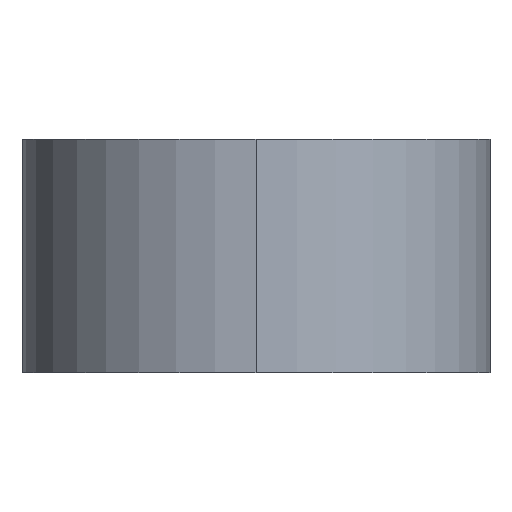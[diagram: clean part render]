
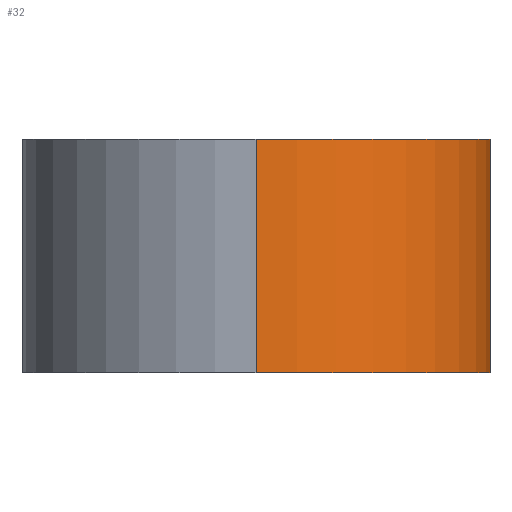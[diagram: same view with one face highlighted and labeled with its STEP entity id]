
A CAD part, left-side view. The second image highlights one B-rep face of the part: STEP entity #32.
In plain terms, the highlighted cylindrical face has radius 5 mm (diameter 10 mm), a partial arc.
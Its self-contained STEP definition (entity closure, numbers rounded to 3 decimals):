
#6 = CYLINDRICAL_SURFACE ( 'NONE', #250, 5. ) ;
#23 = DIRECTION ( 'NONE',  ( 0., 0., 1. ) ) ;
#32 = ADVANCED_FACE ( 'NONE', ( #99 ), #6, .T. ) ;
#33 = CIRCLE ( 'NONE', #349, 5. ) ;
#42 = EDGE_LOOP ( 'NONE', ( #336, #78, #106, #251 ) ) ;
#47 = VECTOR ( 'NONE', #290, 1000. ) ;
#62 = EDGE_CURVE ( 'NONE', #307, #274, #189, .T. ) ;
#71 = CARTESIAN_POINT ( 'NONE',  ( -20., 2.5, 5. ) ) ;
#77 = VERTEX_POINT ( 'NONE', #294 ) ;
#78 = ORIENTED_EDGE ( 'NONE', *, *, #62, .T. ) ;
#99 = FACE_OUTER_BOUND ( 'NONE', #42, .T. ) ;
#100 = CIRCLE ( 'NONE', #143, 5. ) ;
#106 = ORIENTED_EDGE ( 'NONE', *, *, #345, .T. ) ;
#116 = DIRECTION ( 'NONE',  ( -1., 0., 0. ) ) ;
#138 = CARTESIAN_POINT ( 'NONE',  ( -25., 2.5, 5. ) ) ;
#143 = AXIS2_PLACEMENT_3D ( 'NONE', #167, #23, #252 ) ;
#167 = CARTESIAN_POINT ( 'NONE',  ( -20., 2.5, 5. ) ) ;
#187 = VERTEX_POINT ( 'NONE', #261 ) ;
#189 = LINE ( 'NONE', #241, #257 ) ;
#224 = CARTESIAN_POINT ( 'NONE',  ( -20., 2.5, 0. ) ) ;
#227 = EDGE_CURVE ( 'NONE', #187, #77, #323, .T. ) ;
#236 = DIRECTION ( 'NONE',  ( 0., 0., -1. ) ) ;
#241 = CARTESIAN_POINT ( 'NONE',  ( -25., 2.5, 5. ) ) ;
#250 = AXIS2_PLACEMENT_3D ( 'NONE', #71, #356, #360 ) ;
#251 = ORIENTED_EDGE ( 'NONE', *, *, #227, .F. ) ;
#252 = DIRECTION ( 'NONE',  ( -1., 0., 0. ) ) ;
#257 = VECTOR ( 'NONE', #236, 1000. ) ;
#260 = CARTESIAN_POINT ( 'NONE',  ( -15.67, 0., 5. ) ) ;
#261 = CARTESIAN_POINT ( 'NONE',  ( -15.67, 0., 5. ) ) ;
#274 = VERTEX_POINT ( 'NONE', #325 ) ;
#290 = DIRECTION ( 'NONE',  ( 0., 0., -1. ) ) ;
#294 = CARTESIAN_POINT ( 'NONE',  ( -15.67, 0., 0. ) ) ;
#307 = VERTEX_POINT ( 'NONE', #138 ) ;
#323 = LINE ( 'NONE', #260, #47 ) ;
#325 = CARTESIAN_POINT ( 'NONE',  ( -25., 2.5, 0. ) ) ;
#336 = ORIENTED_EDGE ( 'NONE', *, *, #339, .F. ) ;
#339 = EDGE_CURVE ( 'NONE', #307, #187, #100, .T. ) ;
#345 = EDGE_CURVE ( 'NONE', #274, #77, #33, .T. ) ;
#347 = DIRECTION ( 'NONE',  ( 0., 0., 1. ) ) ;
#349 = AXIS2_PLACEMENT_3D ( 'NONE', #224, #347, #116 ) ;
#356 = DIRECTION ( 'NONE',  ( 0., 0., -1. ) ) ;
#360 = DIRECTION ( 'NONE',  ( -1., 0., 0. ) ) ;
